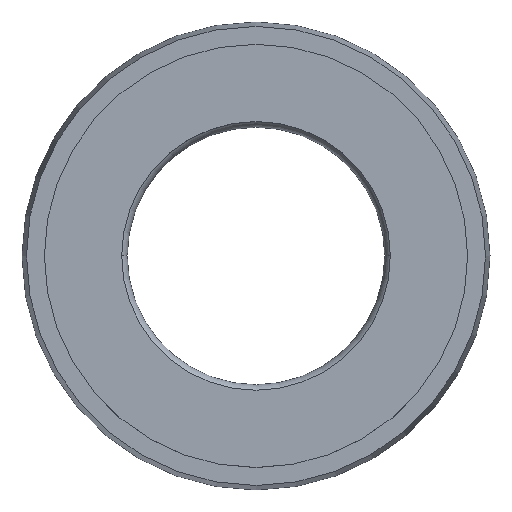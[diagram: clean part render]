
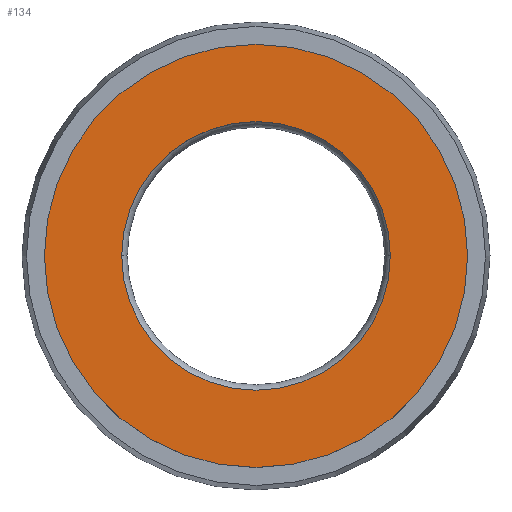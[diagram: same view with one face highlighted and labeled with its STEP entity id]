
A CAD part, top view. The second image highlights one B-rep face of the part: STEP entity #134.
In plain terms, the highlighted planar face has unit normal (0, 0, 1).
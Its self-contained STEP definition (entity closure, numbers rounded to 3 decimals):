
#7 = VERTEX_POINT ( 'NONE', #213 ) ;
#13 = VERTEX_POINT ( 'NONE', #446 ) ;
#43 = FACE_BOUND ( 'NONE', #338, .T. ) ;
#52 = FACE_OUTER_BOUND ( 'NONE', #499, .T. ) ;
#77 = VERTEX_POINT ( 'NONE', #404 ) ;
#87 = CARTESIAN_POINT ( 'NONE',  ( 0., 0., 0. ) ) ;
#101 = CIRCLE ( 'NONE', #102, 9.45 ) ;
#102 = AXIS2_PLACEMENT_3D ( 'NONE', #593, #143, #147 ) ;
#105 = CIRCLE ( 'NONE', #633, 6. ) ;
#110 = ORIENTED_EDGE ( 'NONE', *, *, #132, .F. ) ;
#126 = CARTESIAN_POINT ( 'NONE',  ( 0., 0., 0. ) ) ;
#132 = EDGE_CURVE ( 'NONE', #409, #13, #105, .T. ) ;
#134 = ADVANCED_FACE ( 'NONE', ( #43, #52 ), #415, .F. ) ;
#143 = DIRECTION ( 'NONE',  ( 0., 0., 1. ) ) ;
#147 = DIRECTION ( 'NONE',  ( 1., 0., 0. ) ) ;
#169 = DIRECTION ( 'NONE',  ( 0., 0., -1. ) ) ;
#172 = AXIS2_PLACEMENT_3D ( 'NONE', #87, #523, #179 ) ;
#179 = DIRECTION ( 'NONE',  ( 1., 0., 0. ) ) ;
#213 = CARTESIAN_POINT ( 'NONE',  ( -9.45, 0., 0. ) ) ;
#241 = DIRECTION ( 'NONE',  ( 0., 0., 1. ) ) ;
#254 = ORIENTED_EDGE ( 'NONE', *, *, #259, .F. ) ;
#259 = EDGE_CURVE ( 'NONE', #13, #409, #370, .T. ) ;
#271 = DIRECTION ( 'NONE',  ( 1., 0., 0. ) ) ;
#278 = CARTESIAN_POINT ( 'NONE',  ( 0., 0., 0. ) ) ;
#296 = AXIS2_PLACEMENT_3D ( 'NONE', #126, #241, #568 ) ;
#311 = ORIENTED_EDGE ( 'NONE', *, *, #600, .T. ) ;
#338 = EDGE_LOOP ( 'NONE', ( #254, #110 ) ) ;
#368 = CARTESIAN_POINT ( 'NONE',  ( 0., 0., 0. ) ) ;
#370 = CIRCLE ( 'NONE', #296, 6. ) ;
#371 = DIRECTION ( 'NONE',  ( 0., 0., 1. ) ) ;
#404 = CARTESIAN_POINT ( 'NONE',  ( 9.45, 0., 0. ) ) ;
#409 = VERTEX_POINT ( 'NONE', #525 ) ;
#410 = DIRECTION ( 'NONE',  ( -1., 0., 0. ) ) ;
#415 = PLANE ( 'NONE',  #607 ) ;
#442 = EDGE_CURVE ( 'NONE', #77, #7, #101, .T. ) ;
#446 = CARTESIAN_POINT ( 'NONE',  ( 6., 0., 0. ) ) ;
#471 = ORIENTED_EDGE ( 'NONE', *, *, #442, .T. ) ;
#476 = CIRCLE ( 'NONE', #172, 9.45 ) ;
#499 = EDGE_LOOP ( 'NONE', ( #471, #311 ) ) ;
#523 = DIRECTION ( 'NONE',  ( 0., 0., 1. ) ) ;
#525 = CARTESIAN_POINT ( 'NONE',  ( -6., 0., 0. ) ) ;
#568 = DIRECTION ( 'NONE',  ( 1., 0., 0. ) ) ;
#593 = CARTESIAN_POINT ( 'NONE',  ( 0., 0., 0. ) ) ;
#600 = EDGE_CURVE ( 'NONE', #7, #77, #476, .T. ) ;
#607 = AXIS2_PLACEMENT_3D ( 'NONE', #278, #169, #410 ) ;
#633 = AXIS2_PLACEMENT_3D ( 'NONE', #368, #371, #271 ) ;
